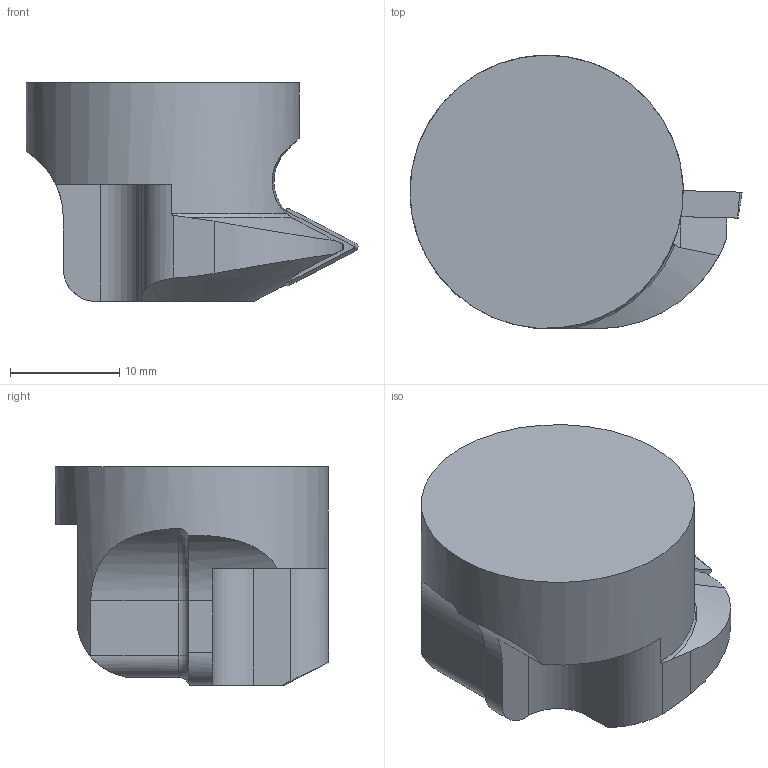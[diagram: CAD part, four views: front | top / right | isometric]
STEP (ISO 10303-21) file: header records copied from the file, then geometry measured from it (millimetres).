
FILE_DESCRIPTION(/* description */ (''),/* implementation_level */ '2;1');
FILE_NAME(/* name */ '1558418730772.stp',/* time_stamp */ '2019-05-21T11:35:43+05:00',/* author */ (''),/* organization */ ('SMS'),/* preprocessor_version */ 'ST-DEVELOPER v15',/* originating_system */ 'SIEMENS PLM Software NX 8.5',/* authorisation */ '');
FILE_SCHEMA (('AUTOMOTIVE_DESIGN { 1 0 10303 214 3 1 1 1 }'));
Length unit declared in the file: millimetre
Products named in the file (4): IsoTurningInsert; ASSEMBLY_CONSTRUCTION; 201795621mod000_00; 201795619mod000_00
Assembly tree (3 placements, depth 2):
  201795619mod000_00
    201795621mod000_00
    ASSEMBLY_CONSTRUCTION
    IsoTurningInsert
Bounding box: 30.37 x 25 x 19.97 mm (x, y, z)
Volume: 6937.3 mm3; surface area: 2674.4 mm2
Topology: 2 solids, 2 shells, 72 faces, 192 edges, 131 vertices
Faces by surface type: plane 32, cylinder 20, torus 9, cone 9, bspline 2
Full cylindrical faces by diameter (mm): 2.8 x2, 25 x1
Entity records: 2549 total; most frequent: CARTESIAN_POINT 659, DIRECTION 371, ORIENTED_EDGE 354, EDGE_CURVE 177, AXIS2_PLACEMENT_3D 143, VERTEX_POINT 119, LINE 85, VECTOR 85
